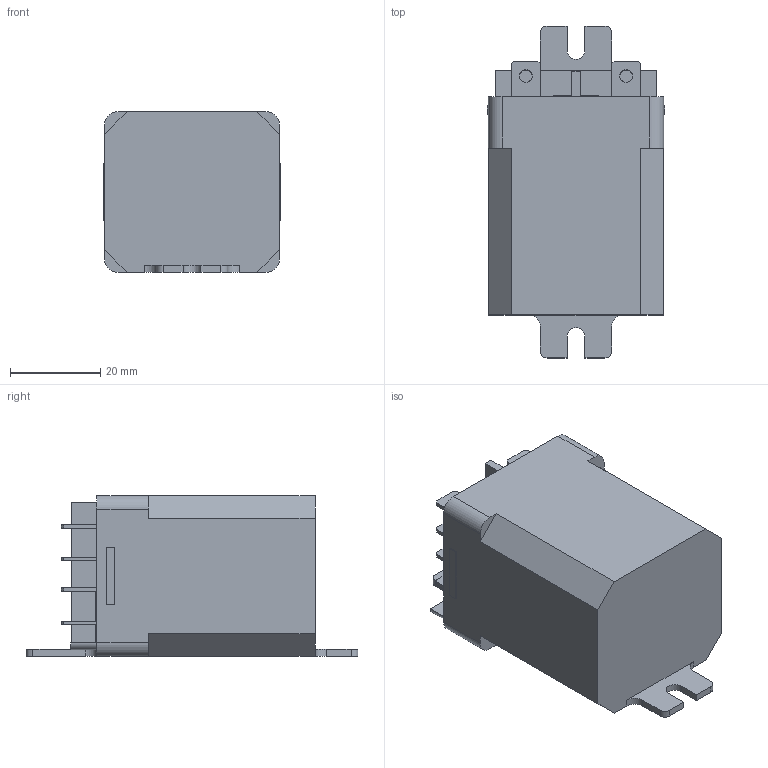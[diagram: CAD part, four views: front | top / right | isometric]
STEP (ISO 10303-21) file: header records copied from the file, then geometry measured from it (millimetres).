
FILE_DESCRIPTION(('starvars output'),'2;1');
FILE_NAME('cv20190909162904000020285.stp','16:29:04 2019/09/09',( 'Thomas Industrial Network Germany GmbH'),( 'Thomas Industrial Network Germany GmbH'),'unknown preprocess','ACIS' ,'unknown authorization');
FILE_SCHEMA(('AUTOMOTIVE_DESIGN_CC2 {UNKNOWN IMPLEMENTATION LEVEL}'));
Length unit declared in the file: millimetre
Products named in the file (1): PRODUCT_ID_1
Bounding box: 39.4 x 73.66 x 35.71 mm (x, y, z)
Volume: 66461.1 mm3; surface area: 11900.8 mm2
Topology: 1 solids, 1 shells, 174 faces, 476 edges, 314 vertices
Faces by surface type: plane 138, cylinder 36
Entity records: 6566 total; most frequent: ORIENTED_EDGE 952, CARTESIAN_POINT 878, DIRECTION 761, EDGE_CURVE 476, VECTOR 367, LINE 367, VERTEX_POINT 314, EDGE_LOOP 200
